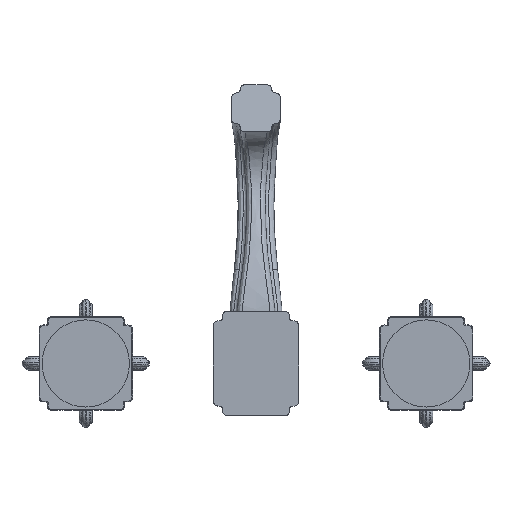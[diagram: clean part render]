
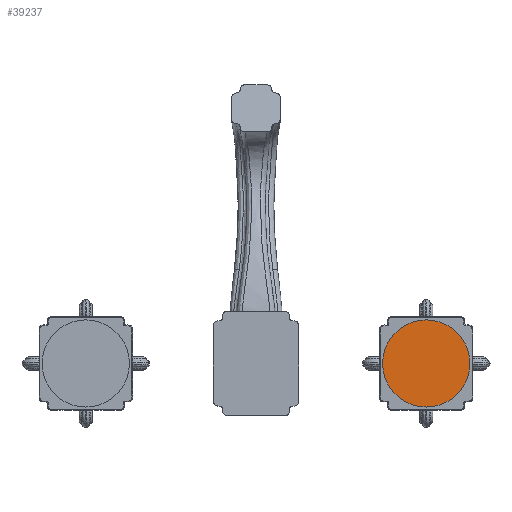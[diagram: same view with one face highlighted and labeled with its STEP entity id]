
A CAD part, front view. The second image highlights one B-rep face of the part: STEP entity #39237.
In plain terms, the highlighted planar face has unit normal (0, -1, 0).
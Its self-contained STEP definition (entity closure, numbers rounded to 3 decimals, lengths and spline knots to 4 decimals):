
#25023=CARTESIAN_POINT('',(4.,0.,0.));
#25024=DIRECTION('',(0.,-1.,0.));
#25025=DIRECTION('',(1.,0.,0.));
#25026=AXIS2_PLACEMENT_3D('',#25023,#25024,#25025);
#25032=CARTESIAN_POINT('',(4.,0.,0.));
#25033=DIRECTION('',(0.,-1.,0.));
#25034=DIRECTION('',(-1.,0.,0.));
#25035=AXIS2_PLACEMENT_3D('',#25032,#25033,#25034);
#26319=CARTESIAN_POINT('',(5.025,0.,0.));
#26320=CARTESIAN_POINT('',(2.975,0.,0.));
#26321=VERTEX_POINT('',#26319);
#26322=VERTEX_POINT('',#26320);
#39227=CARTESIAN_POINT('',(4.,0.,0.));
#39228=DIRECTION('',(0.,-1.,0.));
#39229=DIRECTION('',(1.,0.,0.));
#39230=AXIS2_PLACEMENT_3D('',#39227,#39228,#39229);
#39231=PLANE('',#39230);
#39232=ORIENTED_EDGE('',*,*,#39217,.F.);
#39234=ORIENTED_EDGE('',*,*,#39233,.F.);
#39235=EDGE_LOOP('',(#39232,#39234));
#39236=FACE_OUTER_BOUND('',#39235,.F.);
#39237=ADVANCED_FACE('',(#39236),#39231,.T.);
#25027=CIRCLE('',#25026,1.025);
#25036=CIRCLE('',#25035,1.025);
#39217=EDGE_CURVE('',#26321,#26322,#25027,.T.);
#39233=EDGE_CURVE('',#26322,#26321,#25036,.T.);
